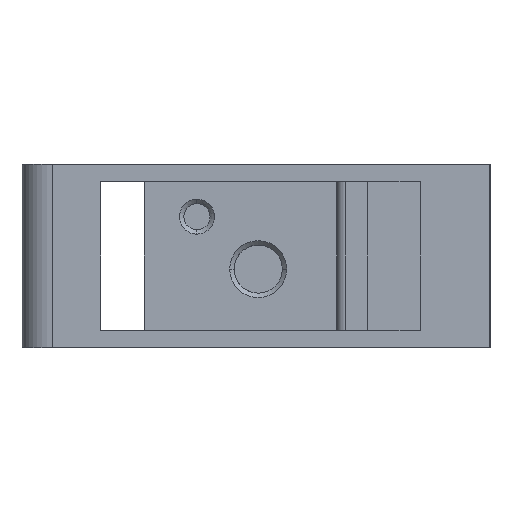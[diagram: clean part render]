
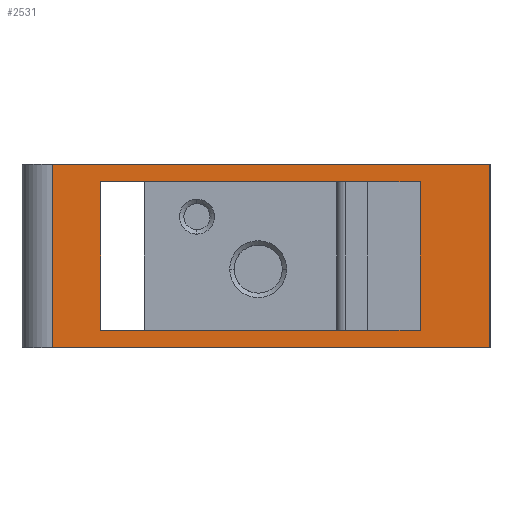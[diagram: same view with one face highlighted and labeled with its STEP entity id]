
A CAD part, left-side view. The second image highlights one B-rep face of the part: STEP entity #2531.
In plain terms, the highlighted planar face has unit normal (-1, 0, 0).
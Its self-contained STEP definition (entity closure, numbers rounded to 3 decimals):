
#24=DIRECTION('',(0.,-1.,0.));
#25=VECTOR('',#24,50.);
#26=CARTESIAN_POINT('',(-38.995,22.5,-10.5));
#27=LINE('',#26,#25);
#318=DIRECTION('',(0.,1.,0.));
#319=VECTOR('',#318,36.5);
#320=CARTESIAN_POINT('',(-38.995,-19.5,-8.5));
#321=LINE('',#320,#319);
#330=DIRECTION('',(0.,0.,-1.));
#331=VECTOR('',#330,21.);
#332=CARTESIAN_POINT('',(-38.995,-27.5,10.5));
#333=LINE('',#332,#331);
#334=DIRECTION('',(0.,1.,0.));
#335=VECTOR('',#334,36.5);
#336=CARTESIAN_POINT('',(-38.995,-19.5,8.5));
#337=LINE('',#336,#335);
#338=DIRECTION('',(0.,0.,-1.));
#339=VECTOR('',#338,17.);
#340=CARTESIAN_POINT('',(-38.995,17.,8.5));
#341=LINE('',#340,#339);
#346=DIRECTION('',(0.,0.,-1.));
#347=VECTOR('',#346,21.);
#348=CARTESIAN_POINT('',(-38.995,22.5,10.5));
#349=LINE('',#348,#347);
#401=DIRECTION('',(0.,1.,0.));
#402=VECTOR('',#401,50.);
#403=CARTESIAN_POINT('',(-38.995,-27.5,10.5));
#404=LINE('',#403,#402);
#1026=DIRECTION('',(0.,0.,-1.));
#1027=VECTOR('',#1026,17.);
#1028=CARTESIAN_POINT('',(-38.995,-19.5,8.5));
#1029=LINE('',#1028,#1027);
#1768=CARTESIAN_POINT('',(-38.995,22.5,-10.5));
#1769=VERTEX_POINT('',#1768);
#1770=CARTESIAN_POINT('',(-38.995,-27.5,-10.5));
#1771=VERTEX_POINT('',#1770);
#1871=CARTESIAN_POINT('',(-38.995,17.,-8.5));
#1873=VERTEX_POINT('',#1871);
#1934=CARTESIAN_POINT('',(-38.995,-19.5,-8.5));
#1935=VERTEX_POINT('',#1934);
#1936=CARTESIAN_POINT('',(-38.995,17.,8.5));
#1937=VERTEX_POINT('',#1936);
#1940=CARTESIAN_POINT('',(-38.995,22.5,10.5));
#1941=VERTEX_POINT('',#1940);
#1942=CARTESIAN_POINT('',(-38.995,-27.5,10.5));
#1943=VERTEX_POINT('',#1942);
#1944=CARTESIAN_POINT('',(-38.995,-19.5,8.5));
#1945=VERTEX_POINT('',#1944);
#2509=CARTESIAN_POINT('',(-38.995,17.,-10.5));
#2510=DIRECTION('',(-1.,0.,0.));
#2511=DIRECTION('',(0.,-1.,0.));
#2512=AXIS2_PLACEMENT_3D('',#2509,#2510,#2511);
#2513=PLANE('',#2512);
#2515=ORIENTED_EDGE('',*,*,#2514,.F.);
#2517=ORIENTED_EDGE('',*,*,#2516,.F.);
#2519=ORIENTED_EDGE('',*,*,#2518,.T.);
#2520=ORIENTED_EDGE('',*,*,#2261,.F.);
#2521=EDGE_LOOP('',(#2515,#2517,#2519,#2520));
#2522=FACE_OUTER_BOUND('',#2521,.F.);
#2524=ORIENTED_EDGE('',*,*,#2523,.T.);
#2525=ORIENTED_EDGE('',*,*,#2500,.T.);
#2526=ORIENTED_EDGE('',*,*,#2489,.F.);
#2528=ORIENTED_EDGE('',*,*,#2527,.F.);
#2529=EDGE_LOOP('',(#2524,#2525,#2526,#2528));
#2530=FACE_BOUND('',#2529,.F.);
#2531=ADVANCED_FACE('',(#2522,#2530),#2513,.T.);
#2261=EDGE_CURVE('',#1769,#1771,#27,.T.);
#2489=EDGE_CURVE('',#1935,#1873,#321,.T.);
#2500=EDGE_CURVE('',#1937,#1873,#341,.T.);
#2514=EDGE_CURVE('',#1941,#1769,#349,.T.);
#2516=EDGE_CURVE('',#1943,#1941,#404,.T.);
#2518=EDGE_CURVE('',#1943,#1771,#333,.T.);
#2523=EDGE_CURVE('',#1945,#1937,#337,.T.);
#2527=EDGE_CURVE('',#1945,#1935,#1029,.T.);
